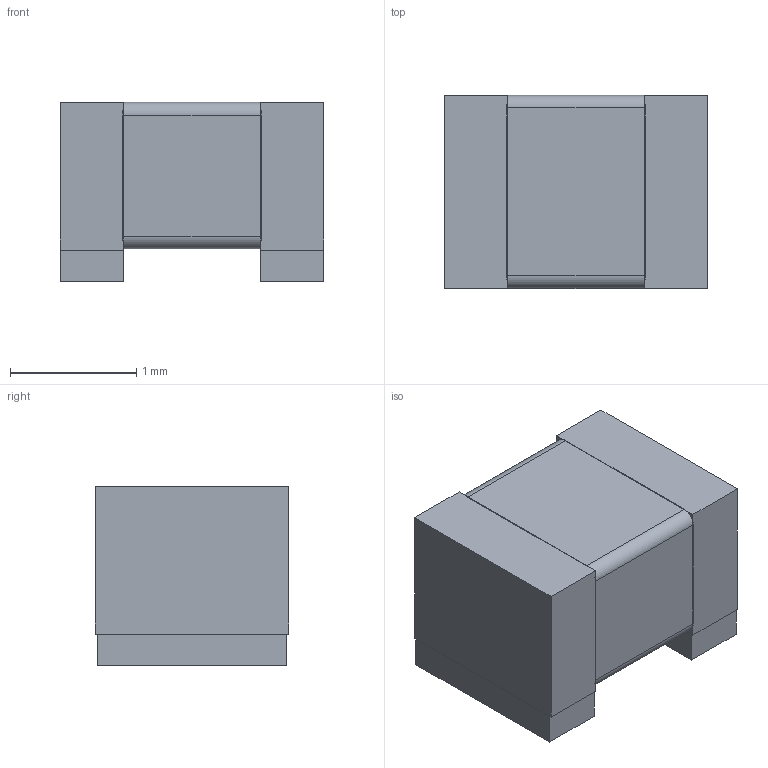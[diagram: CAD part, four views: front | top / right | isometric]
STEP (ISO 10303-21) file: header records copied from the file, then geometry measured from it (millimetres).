
FILE_DESCRIPTION(('CATIA V5 STEP Exchange'),'2;1');
FILE_NAME('LQW2BAN.stp','2012-08-31T07:45:47+00:00',('none'),('none'),'CATIA Version 5 Release 20 SP 5 (IN-10)','CATIA V5 STEP AP214','none');
FILE_SCHEMA(('AUTOMOTIVE_DESIGN { 1 0 10303 214 1 1 1 1 }'));
Length unit declared in the file: millimetre
Products named in the file (1): Part1
Bounding box: 2.09 x 1.53 x 1.42 mm (x, y, z)
Volume: 4.1 mm3; surface area: 26.8 mm2
Topology: 5 solids, 5 shells, 34 faces, 72 edges, 48 vertices
Faces by surface type: plane 30, cylinder 4
Entity records: 1139 total; most frequent: CARTESIAN_POINT 147, ORIENTED_EDGE 144, DIRECTION 124, EDGE_CURVE 72, VECTOR 64, LINE 64, VERTEX_POINT 48, PRESENTATION_STYLE_ASSIGNMENT 39
